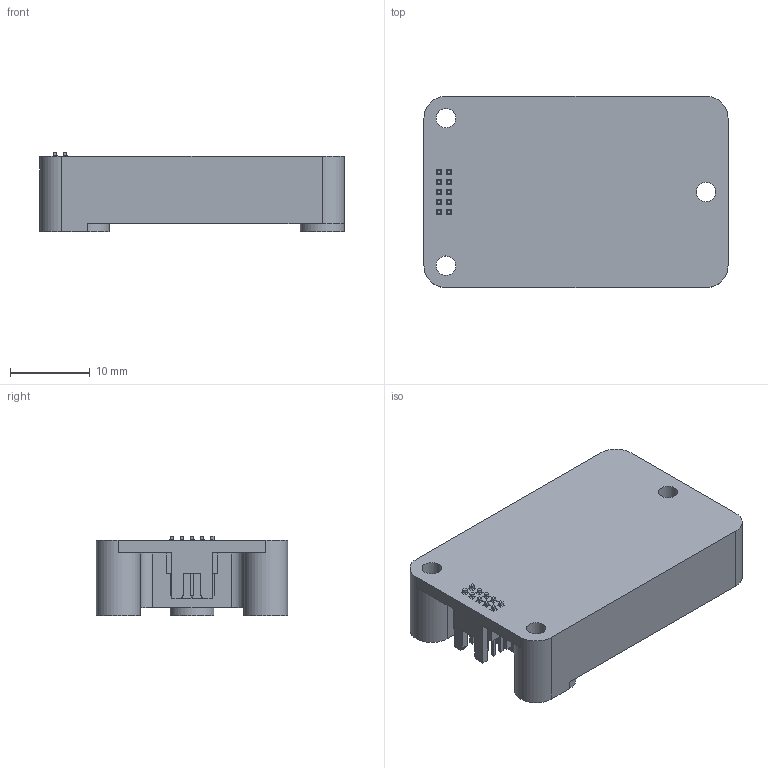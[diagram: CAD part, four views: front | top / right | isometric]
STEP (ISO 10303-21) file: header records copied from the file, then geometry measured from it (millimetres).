
FILE_DESCRIPTION(/* description */ (''),/* implementation_level */ '2;1');
FILE_NAME(/* name */ 'CV5_SOLID.stp',/* time_stamp */ '2017-02-03T17:27:30-05:00',/* author */ ('Kyle_Werner'),/* organization */ (''),/* preprocessor_version */ 'ST-DEVELOPER v15.6',/* originating_system */ 'Autodesk Inventor 2015',/* authorisation */ '');
FILE_SCHEMA (('AUTOMOTIVE_DESIGN { 1 0 10303 214 3 1 1 }'));
Length unit declared in the file: inch
Products named in the file (1): CV5_SOLID_BODY
Bounding box: 38.1 x 23.98 x 9.98 mm (x, y, z)
Volume: 7245.6 mm3; surface area: 3308.1 mm2
Topology: 1 solids, 1 shells, 227 faces, 532 edges, 327 vertices
Faces by surface type: plane 175, cylinder 52
Full cylindrical faces by diameter (mm): 2.438 x3, 5.486 x1
Entity records: 6299 total; most frequent: CARTESIAN_POINT 1077, ORIENTED_EDGE 1050, DIRECTION 1047, EDGE_CURVE 525, LINE 459, VECTOR 459, VERTEX_POINT 324, AXIS2_PLACEMENT_3D 294
